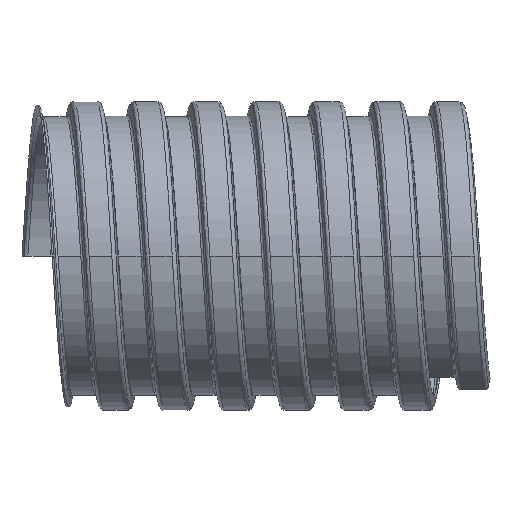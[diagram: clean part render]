
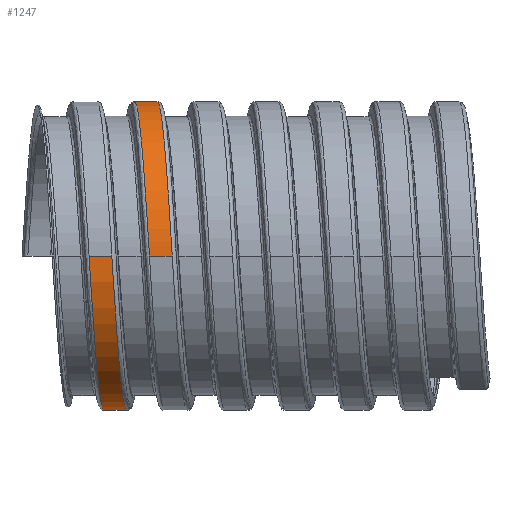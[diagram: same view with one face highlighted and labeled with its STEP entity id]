
A CAD part, front view. The second image highlights one B-rep face of the part: STEP entity #1247.
In plain terms, the highlighted cylindrical face has radius 33 mm (diameter 66 mm), a full revolution.
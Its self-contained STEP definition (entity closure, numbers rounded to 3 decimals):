
#153=FACE_OUTER_BOUND('',#217,.T.);
#217=EDGE_LOOP('',(#893,#894,#895,#896));
#303=B_SPLINE_CURVE_WITH_KNOTS('',3,(#2360,#2361,#2362,#2363,#2364,#2365,
#2366,#2367,#2368,#2369,#2370,#2371,#2372,#2373,#2374,#2375),
 .UNSPECIFIED.,.F.,.F.,(4,1,1,1,1,1,1,1,1,1,1,1,1,4),(3.142,
3.491,3.989,4.488,4.987,5.485,
5.984,6.483,6.981,7.48,7.979,
8.477,8.976,9.425),.UNSPECIFIED.);
#304=B_SPLINE_CURVE_WITH_KNOTS('',3,(#2376,#2377,#2378,#2379,#2380,#2381,
#2382,#2383,#2384,#2385,#2386,#2387,#2388,#2389,#2390,#2391),
 .UNSPECIFIED.,.F.,.F.,(4,1,1,1,1,1,1,1,1,1,1,1,1,4),(3.142,
3.491,3.989,4.488,4.987,5.485,
5.984,6.483,6.981,7.48,7.979,
8.477,8.976,9.425),.UNSPECIFIED.);
#390=LINE('',#2332,#456);
#392=LINE('',#2359,#458);
#456=VECTOR('',#1469,33.);
#458=VECTOR('',#1473,33.);
#549=VERTEX_POINT('',#2330);
#550=VERTEX_POINT('',#2331);
#553=VERTEX_POINT('',#2357);
#554=VERTEX_POINT('',#2358);
#688=EDGE_CURVE('',#549,#550,#390,.T.);
#692=EDGE_CURVE('',#553,#554,#392,.T.);
#693=EDGE_CURVE('',#549,#553,#303,.T.);
#694=EDGE_CURVE('',#550,#554,#304,.T.);
#893=ORIENTED_EDGE('',*,*,#692,.F.);
#894=ORIENTED_EDGE('',*,*,#693,.F.);
#895=ORIENTED_EDGE('',*,*,#688,.T.);
#896=ORIENTED_EDGE('',*,*,#694,.T.);
#1199=CYLINDRICAL_SURFACE('',#1334,33.);
#1247=ADVANCED_FACE('',(#153),#1199,.T.);
#1334=AXIS2_PLACEMENT_3D('',#2356,#1471,#1472);
#1469=DIRECTION('',(-1.,0.,0.));
#1471=DIRECTION('center_axis',(1.,0.,0.));
#1472=DIRECTION('ref_axis',(0.,1.,0.));
#1473=DIRECTION('',(-1.,0.,0.));
#2330=CARTESIAN_POINT('',(19.201,-32.999,0.001));
#2331=CARTESIAN_POINT('',(14.336,-32.999,0.001));
#2332=CARTESIAN_POINT('',(12.751,-33.,0.));
#2356=CARTESIAN_POINT('Origin',(12.751,0.,
0.));
#2357=CARTESIAN_POINT('',(32.101,-33.002,-0.001));
#2358=CARTESIAN_POINT('',(27.236,-33.002,-0.001));
#2359=CARTESIAN_POINT('',(12.751,-33.,0.));
#2360=CARTESIAN_POINT('Ctrl Pts',(19.201,-32.999,0.001));
#2361=CARTESIAN_POINT('Ctrl Pts',(19.44,-32.995,-3.839));
#2362=CARTESIAN_POINT('Ctrl Pts',(20.02,-31.368,-13.168));
#2363=CARTESIAN_POINT('Ctrl Pts',(20.942,-22.761,-25.792));
#2364=CARTESIAN_POINT('Ctrl Pts',(21.965,-7.655,-33.537));
#2365=CARTESIAN_POINT('Ctrl Pts',(22.989,9.317,-33.114));
#2366=CARTESIAN_POINT('Ctrl Pts',(24.013,24.019,-24.625));
#2367=CARTESIAN_POINT('Ctrl Pts',(25.037,32.871,-10.139));
#2368=CARTESIAN_POINT('Ctrl Pts',(26.061,33.717,6.816));
#2369=CARTESIAN_POINT('Ctrl Pts',(27.084,26.351,22.111));
#2370=CARTESIAN_POINT('Ctrl Pts',(28.108,12.567,32.021));
#2371=CARTESIAN_POINT('Ctrl Pts',(29.132,-4.277,34.132));
#2372=CARTESIAN_POINT('Ctrl Pts',(30.156,-20.08,27.93));
#2373=CARTESIAN_POINT('Ctrl Pts',(31.146,-30.629,15.359));
#2374=CARTESIAN_POINT('Ctrl Pts',(31.794,-32.998,4.935));
#2375=CARTESIAN_POINT('Ctrl Pts',(32.101,-33.002,-0.001));
#2376=CARTESIAN_POINT('Ctrl Pts',(14.336,-32.999,0.001));
#2377=CARTESIAN_POINT('Ctrl Pts',(14.575,-32.995,-3.839));
#2378=CARTESIAN_POINT('Ctrl Pts',(15.155,-31.368,-13.168));
#2379=CARTESIAN_POINT('Ctrl Pts',(16.077,-22.761,-25.792));
#2380=CARTESIAN_POINT('Ctrl Pts',(17.1,-7.655,-33.537));
#2381=CARTESIAN_POINT('Ctrl Pts',(18.124,9.317,-33.113));
#2382=CARTESIAN_POINT('Ctrl Pts',(19.148,24.019,-24.625));
#2383=CARTESIAN_POINT('Ctrl Pts',(20.172,32.871,-10.139));
#2384=CARTESIAN_POINT('Ctrl Pts',(21.196,33.717,6.816));
#2385=CARTESIAN_POINT('Ctrl Pts',(22.219,26.351,22.111));
#2386=CARTESIAN_POINT('Ctrl Pts',(23.243,12.567,32.021));
#2387=CARTESIAN_POINT('Ctrl Pts',(24.267,-4.277,34.132));
#2388=CARTESIAN_POINT('Ctrl Pts',(25.291,-20.08,27.93));
#2389=CARTESIAN_POINT('Ctrl Pts',(26.281,-30.629,15.359));
#2390=CARTESIAN_POINT('Ctrl Pts',(26.929,-32.998,4.935));
#2391=CARTESIAN_POINT('Ctrl Pts',(27.236,-33.002,-0.001));
